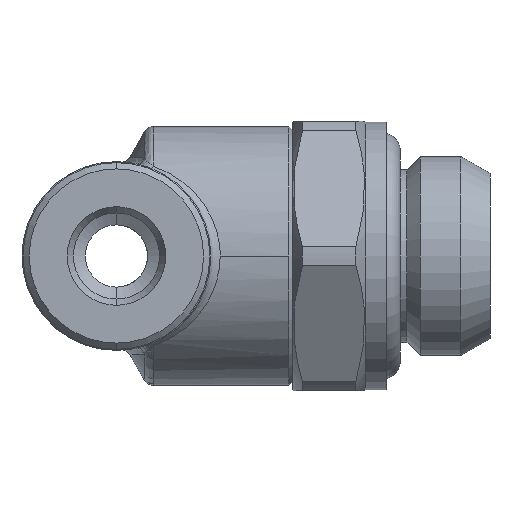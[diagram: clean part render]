
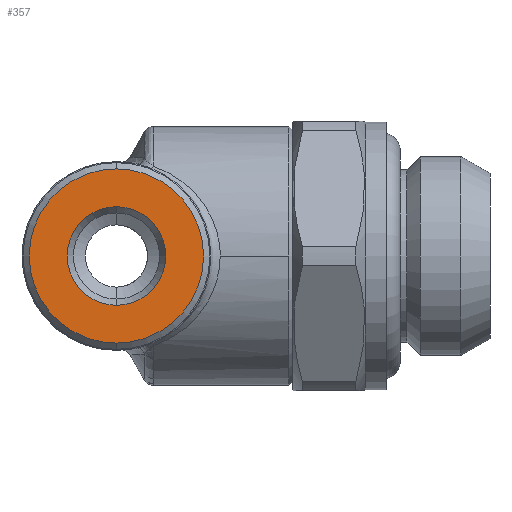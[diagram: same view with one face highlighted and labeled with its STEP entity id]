
A CAD part, left-side view. The second image highlights one B-rep face of the part: STEP entity #357.
In plain terms, the highlighted planar face has unit normal (-1, 0, 0).
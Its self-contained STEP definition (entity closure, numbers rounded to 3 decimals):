
#107 = ORIENTED_EDGE ( 'NONE', *, *, #356, .T. ) ;
#312 = VERTEX_POINT ( 'NONE', #1308 ) ;
#315 = VERTEX_POINT ( 'NONE', #1360 ) ;
#322 = EDGE_CURVE ( 'NONE', #315, #312, #1352, .T. ) ;
#331 = VERTEX_POINT ( 'NONE', #1390 ) ;
#346 = EDGE_LOOP ( 'NONE', ( #107, #410 ) ) ;
#350 = EDGE_CURVE ( 'NONE', #331, #367, #1417, .T. ) ;
#356 = EDGE_CURVE ( 'NONE', #367, #331, #1403, .T. ) ;
#357 = ADVANCED_FACE ( 'NONE', ( #1404, #1398 ), #851, .T. ) ;
#367 = VERTEX_POINT ( 'NONE', #1447 ) ;
#387 = EDGE_CURVE ( 'NONE', #312, #315, #1473, .T. ) ;
#389 = EDGE_LOOP ( 'NONE', ( #394, #396 ) ) ;
#394 = ORIENTED_EDGE ( 'NONE', *, *, #322, .F. ) ;
#396 = ORIENTED_EDGE ( 'NONE', *, *, #387, .F. ) ;
#410 = ORIENTED_EDGE ( 'NONE', *, *, #350, .T. ) ;
#844 = CARTESIAN_POINT ( 'NONE',  ( -19.6, 4.2, 0. ) ) ;
#846 = AXIS2_PLACEMENT_3D ( 'NONE', #844, #850, #847 ) ;
#847 = DIRECTION ( 'NONE',  ( 0., 0., 1. ) ) ;
#850 = DIRECTION ( 'NONE',  ( -1., 0., 0. ) ) ;
#851 = PLANE ( 'NONE',  #846 ) ;
#1308 = CARTESIAN_POINT ( 'NONE',  ( -19.6, 0., 4.2 ) ) ;
#1348 = DIRECTION ( 'NONE',  ( 0., 0., -1. ) ) ;
#1349 = DIRECTION ( 'NONE',  ( 1., 0., 0. ) ) ;
#1350 = CARTESIAN_POINT ( 'NONE',  ( -19.6, 0., 0. ) ) ;
#1351 = AXIS2_PLACEMENT_3D ( 'NONE', #1350, #1349, #1348 ) ;
#1352 = CIRCLE ( 'NONE', #1351, 4.2 ) ;
#1360 = CARTESIAN_POINT ( 'NONE',  ( -19.6, 0., -4.2 ) ) ;
#1390 = CARTESIAN_POINT ( 'NONE',  ( -19.6, 0., -2.375 ) ) ;
#1398 = FACE_OUTER_BOUND ( 'NONE', #389, .T. ) ;
#1399 = DIRECTION ( 'NONE',  ( 0., 0., -1. ) ) ;
#1400 = DIRECTION ( 'NONE',  ( 1., 0., 0. ) ) ;
#1401 = CARTESIAN_POINT ( 'NONE',  ( -19.6, 0., 0. ) ) ;
#1402 = AXIS2_PLACEMENT_3D ( 'NONE', #1401, #1400, #1399 ) ;
#1403 = CIRCLE ( 'NONE', #1402, 2.375 ) ;
#1404 = FACE_BOUND ( 'NONE', #346, .T. ) ;
#1410 = DIRECTION ( 'NONE',  ( 0., 0., -1. ) ) ;
#1411 = DIRECTION ( 'NONE',  ( 1., 0., 0. ) ) ;
#1412 = CARTESIAN_POINT ( 'NONE',  ( -19.6, 0., 0. ) ) ;
#1413 = AXIS2_PLACEMENT_3D ( 'NONE', #1412, #1411, #1410 ) ;
#1417 = CIRCLE ( 'NONE', #1413, 2.375 ) ;
#1447 = CARTESIAN_POINT ( 'NONE',  ( -19.6, 0., 2.375 ) ) ;
#1469 = DIRECTION ( 'NONE',  ( 0., 0., -1. ) ) ;
#1470 = DIRECTION ( 'NONE',  ( 1., 0., 0. ) ) ;
#1471 = CARTESIAN_POINT ( 'NONE',  ( -19.6, 0., 0. ) ) ;
#1472 = AXIS2_PLACEMENT_3D ( 'NONE', #1471, #1470, #1469 ) ;
#1473 = CIRCLE ( 'NONE', #1472, 4.2 ) ;
